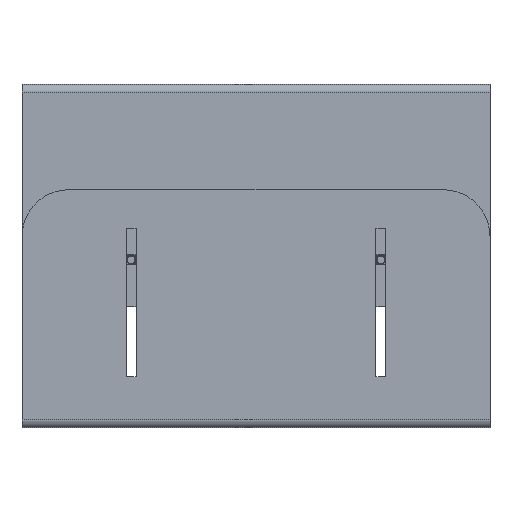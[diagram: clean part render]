
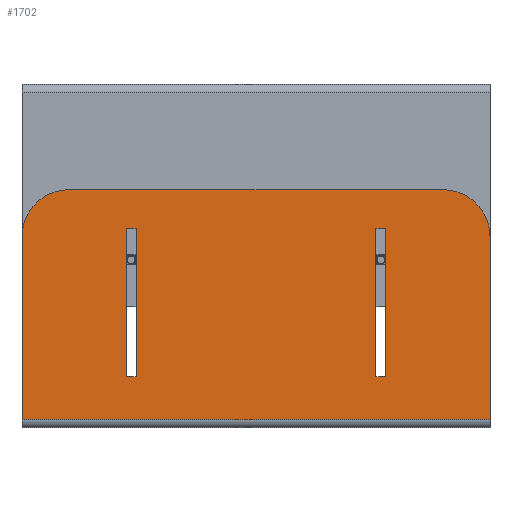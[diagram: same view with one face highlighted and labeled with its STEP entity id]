
A CAD part, front view. The second image highlights one B-rep face of the part: STEP entity #1702.
In plain terms, the highlighted planar face has unit normal (0, -1, 0).
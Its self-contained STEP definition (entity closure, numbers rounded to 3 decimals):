
#5 = VERTEX_POINT ( 'NONE', #940 ) ;
#75 = FACE_BOUND ( 'NONE', #2504, .T. ) ;
#110 = CARTESIAN_POINT ( 'NONE',  ( -83.2, -112.5, -140. ) ) ;
#145 = VECTOR ( 'NONE', #1842, 1000. ) ;
#151 = EDGE_CURVE ( 'NONE', #2933, #972, #511, .T. ) ;
#156 = CARTESIAN_POINT ( 'NONE',  ( 0., -112.5, -65. ) ) ;
#326 = AXIS2_PLACEMENT_3D ( 'NONE', #827, #1308, #2098 ) ;
#361 = EDGE_CURVE ( 'NONE', #2519, #941, #1949, .T. ) ;
#376 = EDGE_CURVE ( 'NONE', #941, #2933, #2831, .T. ) ;
#388 = DIRECTION ( 'NONE',  ( 0., 0., -1. ) ) ;
#413 = ORIENTED_EDGE ( 'NONE', *, *, #361, .F. ) ;
#444 = LINE ( 'NONE', #1200, #1504 ) ;
#448 = LINE ( 'NONE', #1307, #2320 ) ;
#511 = LINE ( 'NONE', #872, #983 ) ;
#548 = EDGE_CURVE ( 'NONE', #1056, #1098, #1535, .T. ) ;
#554 = VERTEX_POINT ( 'NONE', #922 ) ;
#679 = CARTESIAN_POINT ( 'NONE',  ( 0., -112.5, -90. ) ) ;
#695 = VERTEX_POINT ( 'NONE', #1211 ) ;
#827 = CARTESIAN_POINT ( 'NONE',  ( -120., -112.5, -95. ) ) ;
#872 = CARTESIAN_POINT ( 'NONE',  ( 76.8, -112.5, -140. ) ) ;
#875 = CARTESIAN_POINT ( 'NONE',  ( 150., -112.5, -95. ) ) ;
#881 = EDGE_CURVE ( 'NONE', #1624, #1470, #1112, .T. ) ;
#907 = VECTOR ( 'NONE', #1686, 1000. ) ;
#922 = CARTESIAN_POINT ( 'NONE',  ( -83.2, -112.5, -185. ) ) ;
#940 = CARTESIAN_POINT ( 'NONE',  ( -83.2, -112.5, -90. ) ) ;
#941 = VERTEX_POINT ( 'NONE', #2066 ) ;
#960 = VECTOR ( 'NONE', #2353, 1000. ) ;
#970 = ORIENTED_EDGE ( 'NONE', *, *, #881, .F. ) ;
#972 = VERTEX_POINT ( 'NONE', #2656 ) ;
#983 = VECTOR ( 'NONE', #1633, 1000. ) ;
#1056 = VERTEX_POINT ( 'NONE', #2128 ) ;
#1098 = VERTEX_POINT ( 'NONE', #875 ) ;
#1112 = LINE ( 'NONE', #2034, #1431 ) ;
#1178 = LINE ( 'NONE', #1871, #3038 ) ;
#1190 = DIRECTION ( 'NONE',  ( -1., 0., 0. ) ) ;
#1200 = CARTESIAN_POINT ( 'NONE',  ( 0., -112.5, -212.5 ) ) ;
#1211 = CARTESIAN_POINT ( 'NONE',  ( -120., -112.5, -65. ) ) ;
#1231 = CARTESIAN_POINT ( 'NONE',  ( 0., -112.5, -185. ) ) ;
#1268 = DIRECTION ( 'NONE',  ( -1., 0., 0. ) ) ;
#1307 = CARTESIAN_POINT ( 'NONE',  ( 0., -112.5, -90. ) ) ;
#1308 = DIRECTION ( 'NONE',  ( 0., 1., 0. ) ) ;
#1348 = DIRECTION ( 'NONE',  ( 1., 0., 0. ) ) ;
#1359 = ORIENTED_EDGE ( 'NONE', *, *, #2394, .F. ) ;
#1364 = CARTESIAN_POINT ( 'NONE',  ( 83.2, -112.5, -185. ) ) ;
#1371 = VECTOR ( 'NONE', #3292, 1000. ) ;
#1388 = CARTESIAN_POINT ( 'NONE',  ( 0., -112.5, -140. ) ) ;
#1431 = VECTOR ( 'NONE', #2357, 1000. ) ;
#1470 = VERTEX_POINT ( 'NONE', #3067 ) ;
#1491 = ORIENTED_EDGE ( 'NONE', *, *, #1840, .F. ) ;
#1498 = EDGE_CURVE ( 'NONE', #2227, #695, #2606, .T. ) ;
#1504 = VECTOR ( 'NONE', #1190, 1000. ) ;
#1526 = EDGE_CURVE ( 'NONE', #1098, #3227, #3045, .T. ) ;
#1535 = CIRCLE ( 'NONE', #2921, 30. ) ;
#1542 = VERTEX_POINT ( 'NONE', #2634 ) ;
#1569 = ORIENTED_EDGE ( 'NONE', *, *, #548, .F. ) ;
#1587 = EDGE_LOOP ( 'NONE', ( #970, #2139, #1491, #1359 ) ) ;
#1624 = VERTEX_POINT ( 'NONE', #1873 ) ;
#1631 = CARTESIAN_POINT ( 'NONE',  ( 0., -112.5, -185. ) ) ;
#1632 = FACE_OUTER_BOUND ( 'NONE', #2186, .T. ) ;
#1633 = DIRECTION ( 'NONE',  ( 0., 0., -1. ) ) ;
#1648 = ORIENTED_EDGE ( 'NONE', *, *, #2698, .F. ) ;
#1650 = ORIENTED_EDGE ( 'NONE', *, *, #151, .F. ) ;
#1686 = DIRECTION ( 'NONE',  ( -1., 0., 0. ) ) ;
#1702 = ADVANCED_FACE ( 'NONE', ( #75, #2327, #1632 ), #2162, .F. ) ;
#1711 = EDGE_CURVE ( 'NONE', #554, #1624, #2686, .T. ) ;
#1745 = ORIENTED_EDGE ( 'NONE', *, *, #2030, .F. ) ;
#1840 = EDGE_CURVE ( 'NONE', #5, #554, #2918, .T. ) ;
#1842 = DIRECTION ( 'NONE',  ( 0., 0., -1. ) ) ;
#1845 = CARTESIAN_POINT ( 'NONE',  ( 76.8, -112.5, -90. ) ) ;
#1863 = VECTOR ( 'NONE', #3029, 1000. ) ;
#1871 = CARTESIAN_POINT ( 'NONE',  ( -150., -112.5, 0. ) ) ;
#1873 = CARTESIAN_POINT ( 'NONE',  ( -76.8, -112.5, -185. ) ) ;
#1939 = ORIENTED_EDGE ( 'NONE', *, *, #1498, .F. ) ;
#1949 = LINE ( 'NONE', #3230, #1863 ) ;
#1990 = LINE ( 'NONE', #1231, #1371 ) ;
#2030 = EDGE_CURVE ( 'NONE', #695, #1056, #3289, .T. ) ;
#2034 = CARTESIAN_POINT ( 'NONE',  ( -76.8, -112.5, -140. ) ) ;
#2066 = CARTESIAN_POINT ( 'NONE',  ( 83.2, -112.5, -90. ) ) ;
#2098 = DIRECTION ( 'NONE',  ( 0., 0., -1. ) ) ;
#2128 = CARTESIAN_POINT ( 'NONE',  ( 120., -112.5, -65. ) ) ;
#2134 = DIRECTION ( 'NONE',  ( 0., 0., 1. ) ) ;
#2139 = ORIENTED_EDGE ( 'NONE', *, *, #1711, .F. ) ;
#2162 = PLANE ( 'NONE',  #2264 ) ;
#2184 = DIRECTION ( 'NONE',  ( 1., 0., 0. ) ) ;
#2186 = EDGE_LOOP ( 'NONE', ( #1745, #1939, #3099, #1648, #2463, #1569 ) ) ;
#2190 = CARTESIAN_POINT ( 'NONE',  ( 120., -112.5, -95. ) ) ;
#2227 = VERTEX_POINT ( 'NONE', #2811 ) ;
#2264 = AXIS2_PLACEMENT_3D ( 'NONE', #1388, #2696, #2951 ) ;
#2320 = VECTOR ( 'NONE', #1268, 1000. ) ;
#2327 = FACE_BOUND ( 'NONE', #1587, .T. ) ;
#2353 = DIRECTION ( 'NONE',  ( 0., 0., -1. ) ) ;
#2357 = DIRECTION ( 'NONE',  ( 0., 0., 1. ) ) ;
#2394 = EDGE_CURVE ( 'NONE', #1470, #5, #448, .T. ) ;
#2426 = ORIENTED_EDGE ( 'NONE', *, *, #2783, .F. ) ;
#2452 = VECTOR ( 'NONE', #1348, 1000. ) ;
#2463 = ORIENTED_EDGE ( 'NONE', *, *, #1526, .F. ) ;
#2494 = EDGE_CURVE ( 'NONE', #1542, #2227, #1178, .T. ) ;
#2504 = EDGE_LOOP ( 'NONE', ( #413, #2426, #1650, #2621 ) ) ;
#2519 = VERTEX_POINT ( 'NONE', #1364 ) ;
#2601 = VECTOR ( 'NONE', #2184, 1000. ) ;
#2606 = CIRCLE ( 'NONE', #326, 30. ) ;
#2621 = ORIENTED_EDGE ( 'NONE', *, *, #376, .F. ) ;
#2622 = CARTESIAN_POINT ( 'NONE',  ( 150., -112.5, -140. ) ) ;
#2634 = CARTESIAN_POINT ( 'NONE',  ( -150., -112.5, -212.5 ) ) ;
#2656 = CARTESIAN_POINT ( 'NONE',  ( 76.8, -112.5, -185. ) ) ;
#2686 = LINE ( 'NONE', #1631, #2452 ) ;
#2696 = DIRECTION ( 'NONE',  ( 0., 1., 0. ) ) ;
#2698 = EDGE_CURVE ( 'NONE', #3227, #1542, #444, .T. ) ;
#2729 = DIRECTION ( 'NONE',  ( 0., 1., 0. ) ) ;
#2783 = EDGE_CURVE ( 'NONE', #972, #2519, #1990, .T. ) ;
#2811 = CARTESIAN_POINT ( 'NONE',  ( -150., -112.5, -95. ) ) ;
#2831 = LINE ( 'NONE', #679, #907 ) ;
#2918 = LINE ( 'NONE', #110, #145 ) ;
#2921 = AXIS2_PLACEMENT_3D ( 'NONE', #2190, #2729, #388 ) ;
#2933 = VERTEX_POINT ( 'NONE', #1845 ) ;
#2951 = DIRECTION ( 'NONE',  ( 0., 0., 1. ) ) ;
#3029 = DIRECTION ( 'NONE',  ( 0., 0., 1. ) ) ;
#3038 = VECTOR ( 'NONE', #2134, 1000. ) ;
#3045 = LINE ( 'NONE', #2622, #960 ) ;
#3067 = CARTESIAN_POINT ( 'NONE',  ( -76.8, -112.5, -90. ) ) ;
#3099 = ORIENTED_EDGE ( 'NONE', *, *, #2494, .F. ) ;
#3227 = VERTEX_POINT ( 'NONE', #3256 ) ;
#3230 = CARTESIAN_POINT ( 'NONE',  ( 83.2, -112.5, -140. ) ) ;
#3256 = CARTESIAN_POINT ( 'NONE',  ( 150., -112.5, -212.5 ) ) ;
#3289 = LINE ( 'NONE', #156, #2601 ) ;
#3292 = DIRECTION ( 'NONE',  ( 1., 0., 0. ) ) ;
